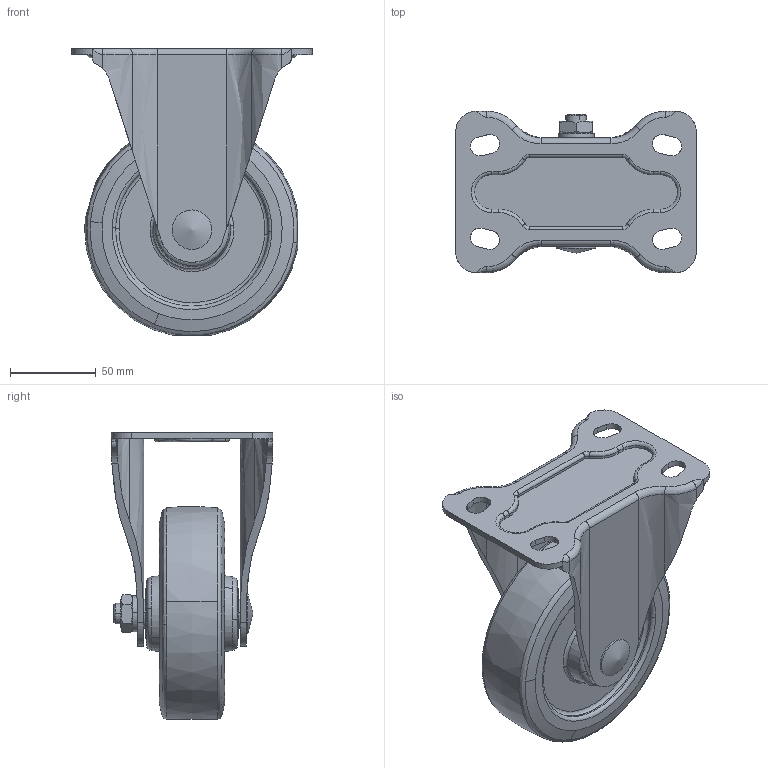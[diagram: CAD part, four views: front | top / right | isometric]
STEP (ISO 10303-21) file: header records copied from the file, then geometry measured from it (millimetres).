
FILE_DESCRIPTION((''),'2;1');
FILE_NAME('','2005-12-16T11:00:21',(''),(''),'','CADfix','');
FILE_SCHEMA(('AUTOMOTIVE_DESIGN'));
Length unit declared in the file: millimetre
Products named in the file (4): wheel; body; axle; 320SR_UB125_9347_36
Assembly tree (3 placements, depth 2):
  320SR_UB125_9347_36
    wheel
    body
    axle
Bounding box: 140 x 94 x 167.11 mm (x, y, z)
Volume: 523994.1 mm3; surface area: 107516.6 mm2
Topology: 3 solids, 3 shells, 220 faces, 665 edges, 459 vertices
Faces by surface type: bspline 220
Entity records: 8988 total; most frequent: CARTESIAN_POINT 5414, ORIENTED_EDGE 1322, EDGE_CURVE 661, VERTEX_POINT 459, EDGE_LOOP 246, FACE_OUTER_BOUND 220, ADVANCED_FACE 220, QUASI_UNIFORM_CURVE 202
